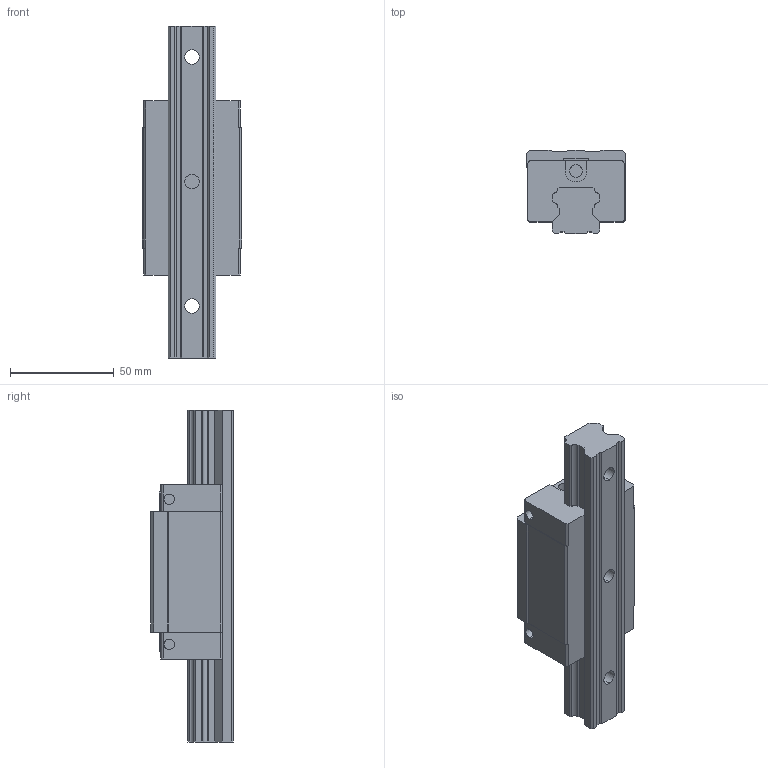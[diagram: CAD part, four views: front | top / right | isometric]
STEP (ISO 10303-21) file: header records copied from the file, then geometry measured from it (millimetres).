
FILE_DESCRIPTION(('STEP AP242'),'1');
FILE_NAME('hgh25ca.stp','2022-10-11T14:04:14',('TraceParts'),('TraceParts S.A.'),'Spatial InterOp 3D',' ',' ');
FILE_SCHEMA(('AP242_MANAGED_MODEL_BASED_3D_ENGINEERING_MIM_LF {1 0 10303 442 1 1 4}'));
Length unit declared in the file: millimetre
Products named in the file (1): hgh25ca_1
Bounding box: 48 x 40 x 160 mm (x, y, z)
Volume: 167162.1 mm3; surface area: 38039.1 mm2
Topology: 2 solids, 2 shells, 179 faces, 492 edges, 318 vertices
Faces by surface type: plane 111, cylinder 60, cone 8
Entity records: 5587 total; most frequent: CARTESIAN_POINT 971, DIRECTION 964, ORIENTED_EDGE 952, EDGE_CURVE 476, LINE 350, VECTOR 350, VERTEX_POINT 314, AXIS2_PLACEMENT_3D 307
